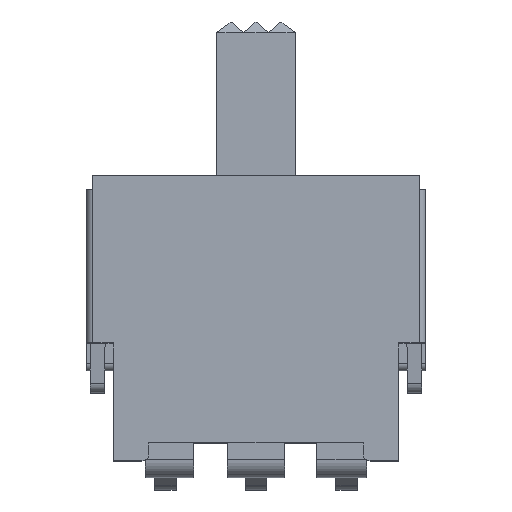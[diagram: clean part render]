
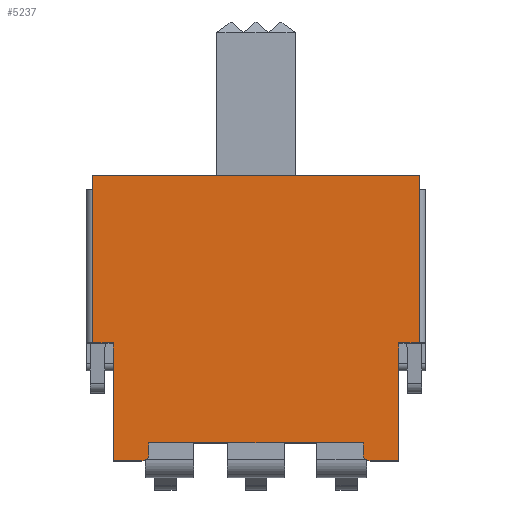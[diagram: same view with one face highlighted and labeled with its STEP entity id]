
A CAD part, top view. The second image highlights one B-rep face of the part: STEP entity #5237.
In plain terms, the highlighted face is planar.
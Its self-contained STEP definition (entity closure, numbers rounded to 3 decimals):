
#87=CIRCLE('',#6877,0.2);
#89=CIRCLE('',#6882,0.2);
#888=ORIENTED_EDGE('',*,*,#2051,.F.);
#889=ORIENTED_EDGE('',*,*,#2054,.T.);
#890=ORIENTED_EDGE('',*,*,#2082,.T.);
#891=ORIENTED_EDGE('',*,*,#2058,.T.);
#892=ORIENTED_EDGE('',*,*,#2060,.F.);
#893=ORIENTED_EDGE('',*,*,#2046,.T.);
#894=ORIENTED_EDGE('',*,*,#2113,.T.);
#895=ORIENTED_EDGE('',*,*,#2145,.T.);
#896=ORIENTED_EDGE('',*,*,#2146,.T.);
#897=ORIENTED_EDGE('',*,*,#2147,.T.);
#898=ORIENTED_EDGE('',*,*,#2148,.F.);
#899=ORIENTED_EDGE('',*,*,#2149,.F.);
#900=ORIENTED_EDGE('',*,*,#2150,.F.);
#901=ORIENTED_EDGE('',*,*,#2151,.T.);
#902=ORIENTED_EDGE('',*,*,#2114,.F.);
#903=ORIENTED_EDGE('',*,*,#2040,.T.);
#2040=EDGE_CURVE('',#2725,#2724,#3269,.T.);
#2046=EDGE_CURVE('',#2731,#2730,#3275,.T.);
#2051=EDGE_CURVE('',#2734,#2724,#87,.F.);
#2054=EDGE_CURVE('',#2734,#2736,#3281,.T.);
#2058=EDGE_CURVE('',#2738,#2740,#3285,.T.);
#2060=EDGE_CURVE('',#2731,#2740,#89,.F.);
#2082=EDGE_CURVE('',#2736,#2738,#3307,.T.);
#2113=EDGE_CURVE('',#2730,#2778,#3327,.T.);
#2114=EDGE_CURVE('',#2725,#2779,#3328,.T.);
#2145=EDGE_CURVE('',#2778,#2807,#3354,.T.);
#2146=EDGE_CURVE('',#2807,#2808,#3355,.T.);
#2147=EDGE_CURVE('',#2808,#2809,#3356,.T.);
#2148=EDGE_CURVE('',#2810,#2809,#3357,.T.);
#2149=EDGE_CURVE('',#2811,#2810,#3358,.T.);
#2150=EDGE_CURVE('',#2812,#2811,#3359,.T.);
#2151=EDGE_CURVE('',#2812,#2779,#3360,.T.);
#2724=VERTEX_POINT('',#9127);
#2725=VERTEX_POINT('',#9129);
#2730=VERTEX_POINT('',#9140);
#2731=VERTEX_POINT('',#9142);
#2734=VERTEX_POINT('',#9150);
#2736=VERTEX_POINT('',#9156);
#2738=VERTEX_POINT('',#9161);
#2740=VERTEX_POINT('',#9165);
#2778=VERTEX_POINT('',#9273);
#2779=VERTEX_POINT('',#9277);
#2807=VERTEX_POINT('',#9338);
#2808=VERTEX_POINT('',#9340);
#2809=VERTEX_POINT('',#9342);
#2810=VERTEX_POINT('',#9344);
#2811=VERTEX_POINT('',#9346);
#2812=VERTEX_POINT('',#9348);
#3269=LINE('',#9128,#3908);
#3275=LINE('',#9141,#3914);
#3281=LINE('',#9157,#3920);
#3285=LINE('',#9166,#3924);
#3307=LINE('',#9216,#3946);
#3327=LINE('',#9274,#3966);
#3328=LINE('',#9276,#3967);
#3354=LINE('',#9337,#3993);
#3355=LINE('',#9339,#3994);
#3356=LINE('',#9341,#3995);
#3357=LINE('',#9343,#3996);
#3358=LINE('',#9345,#3997);
#3359=LINE('',#9347,#3998);
#3360=LINE('',#9349,#3999);
#3908=VECTOR('',#7642,1000.);
#3914=VECTOR('',#7650,1000.);
#3920=VECTOR('',#7664,1000.);
#3924=VECTOR('',#7670,1000.);
#3946=VECTOR('',#7708,1000.);
#3966=VECTOR('',#7768,1000.);
#3967=VECTOR('',#7771,1000.);
#3993=VECTOR('',#7811,1000.);
#3994=VECTOR('',#7812,1000.);
#3995=VECTOR('',#7813,1000.);
#3996=VECTOR('',#7814,1000.);
#3997=VECTOR('',#7815,1000.);
#3998=VECTOR('',#7816,1000.);
#3999=VECTOR('',#7817,1000.);
#4460=EDGE_LOOP('',(#888,#889,#890,#891,#892,#893,#894,#895,#896,#897,#898,
#899,#900,#901,#902,#903));
#4743=FACE_BOUND('',#4460,.T.);
#4996=PLANE('',#6915);
#5237=ADVANCED_FACE('',(#4743),#4996,.T.);
#6877=AXIS2_PLACEMENT_3D('',#9151,#7658,#7659);
#6882=AXIS2_PLACEMENT_3D('',#9169,#7675,#7676);
#6915=AXIS2_PLACEMENT_3D('',#9336,#7809,#7810);
#7642=DIRECTION('',(-1.,0.,0.));
#7650=DIRECTION('',(-1.,0.,0.));
#7658=DIRECTION('',(0.,0.,-1.));
#7659=DIRECTION('',(-1.,0.,0.));
#7664=DIRECTION('',(0.,1.,0.));
#7670=DIRECTION('',(0.,-1.,0.));
#7675=DIRECTION('',(0.,0.,-1.));
#7676=DIRECTION('',(-1.,0.,0.));
#7708=DIRECTION('',(-1.,0.,0.));
#7768=DIRECTION('',(0.,1.,0.));
#7771=DIRECTION('',(0.,1.,0.));
#7809=DIRECTION('',(0.,0.,-1.));
#7810=DIRECTION('',(-1.,0.,0.));
#7811=DIRECTION('',(-1.,0.,0.));
#7812=DIRECTION('',(0.,1.,0.));
#7813=DIRECTION('',(0.,1.,0.));
#7814=DIRECTION('',(-1.,0.,0.));
#7815=DIRECTION('',(0.,1.,0.));
#7816=DIRECTION('',(0.,1.,0.));
#7817=DIRECTION('',(-1.,0.,0.));
#9127=CARTESIAN_POINT('',(3.2,-8.,-2.5));
#9128=CARTESIAN_POINT('',(4.,-8.,-2.5));
#9129=CARTESIAN_POINT('',(4.,-8.,-2.5));
#9140=CARTESIAN_POINT('',(-4.,-8.,-2.5));
#9141=CARTESIAN_POINT('',(4.,-8.,-2.5));
#9142=CARTESIAN_POINT('',(-3.2,-8.,-2.5));
#9150=CARTESIAN_POINT('',(3.,-7.8,-2.5));
#9151=CARTESIAN_POINT('',(3.2,-7.8,-2.5));
#9156=CARTESIAN_POINT('',(3.,-7.5,-2.5));
#9157=CARTESIAN_POINT('',(3.,-0.4,-2.5));
#9161=CARTESIAN_POINT('',(-3.,-7.5,-2.5));
#9165=CARTESIAN_POINT('',(-3.,-7.8,-2.5));
#9166=CARTESIAN_POINT('',(-3.,-0.4,-2.5));
#9169=CARTESIAN_POINT('',(-3.2,-7.8,-2.5));
#9216=CARTESIAN_POINT('',(4.575,-7.5,-2.5));
#9273=CARTESIAN_POINT('',(-4.,-4.7,-2.5));
#9274=CARTESIAN_POINT('',(-4.,-8.,-2.5));
#9276=CARTESIAN_POINT('',(4.,-8.,-2.5));
#9277=CARTESIAN_POINT('',(4.,-4.7,-2.5));
#9336=CARTESIAN_POINT('',(4.575,-0.4,-2.5));
#9337=CARTESIAN_POINT('',(4.575,-4.7,-2.5));
#9338=CARTESIAN_POINT('',(-4.575,-4.7,-2.5));
#9339=CARTESIAN_POINT('',(-4.575,-4.7,-2.5));
#9340=CARTESIAN_POINT('',(-4.575,-0.4,-2.5));
#9341=CARTESIAN_POINT('',(-4.575,-0.4,-2.5));
#9342=CARTESIAN_POINT('',(-4.575,0.,-2.5));
#9343=CARTESIAN_POINT('',(4.575,0.,-2.5));
#9344=CARTESIAN_POINT('',(4.575,0.,-2.5));
#9345=CARTESIAN_POINT('',(4.575,-0.4,-2.5));
#9346=CARTESIAN_POINT('',(4.575,-0.4,-2.5));
#9347=CARTESIAN_POINT('',(4.575,-4.7,-2.5));
#9348=CARTESIAN_POINT('',(4.575,-4.7,-2.5));
#9349=CARTESIAN_POINT('',(4.575,-4.7,-2.5));
